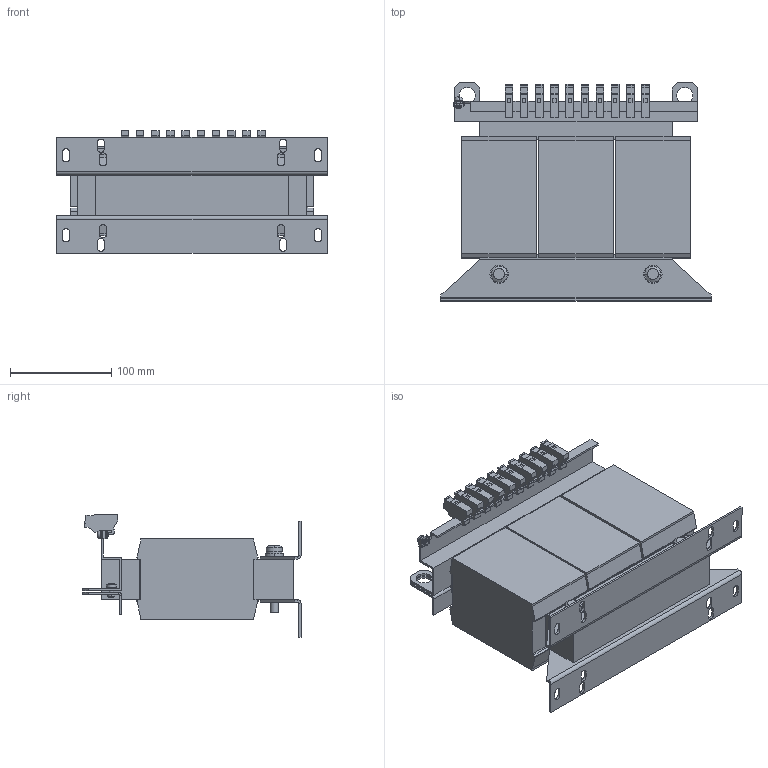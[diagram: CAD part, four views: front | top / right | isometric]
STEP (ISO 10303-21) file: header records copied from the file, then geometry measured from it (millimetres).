
FILE_DESCRIPTION (( 'STEP AP214' ), '1' );
FILE_NAME ('192820.STEP', '2020-05-28T18:00:22', ( '' ), ( '' ), 'SwSTEP 2.0', 'SolidWorks 2018', '' );
FILE_SCHEMA (( 'AUTOMOTIVE_DESIGN' ));
Length unit declared in the file: millimetre
Products named in the file (1): 192820
Bounding box: 267 x 215.5 x 121.5 mm (x, y, z)
Volume: 2783292.7 mm3; surface area: 295794.1 mm2
Topology: 1 solids, 1 shells, 801 faces, 2197 edges, 1430 vertices
Faces by surface type: plane 623, cylinder 150, torus 14, sphere 8, cone 6
Entity records: 25270 total; most frequent: CARTESIAN_POINT 4553, ORIENTED_EDGE 4390, DIRECTION 4140, EDGE_CURVE 2195, VECTOR 1798, LINE 1798, VERTEX_POINT 1430, AXIS2_PLACEMENT_3D 1171
